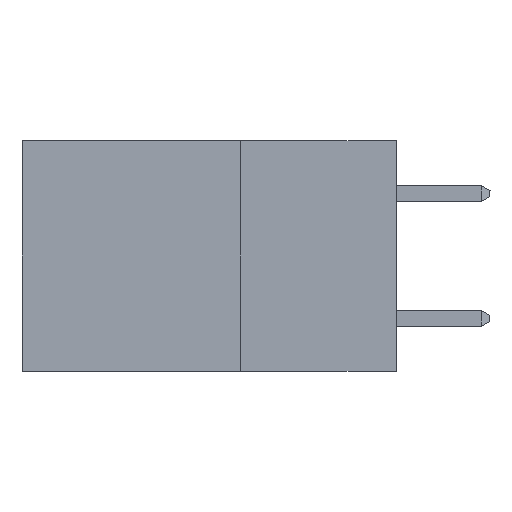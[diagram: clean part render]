
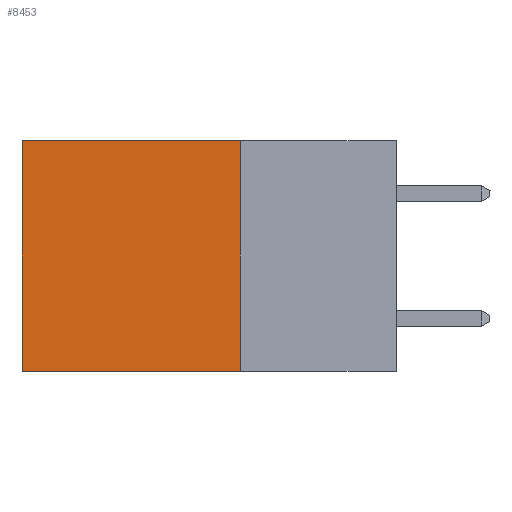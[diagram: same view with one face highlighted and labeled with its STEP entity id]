
A CAD part, left-side view. The second image highlights one B-rep face of the part: STEP entity #8453.
In plain terms, the highlighted planar face has unit normal (-1, 0, 0).
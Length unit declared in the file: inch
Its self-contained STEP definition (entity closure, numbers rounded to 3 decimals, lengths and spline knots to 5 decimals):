
#37 = ORIENTED_EDGE ( 'NONE', *, *, #3349, .T. ) ;
#315 = VECTOR ( 'NONE', #8061, 39.37008 ) ;
#887 = CARTESIAN_POINT ( 'NONE',  ( 0.298, 0.25, 0. ) ) ;
#1029 = VERTEX_POINT ( 'NONE', #8138 ) ;
#1602 = EDGE_CURVE ( 'NONE', #2683, #1029, #6974, .T. ) ;
#1790 = DIRECTION ( 'NONE',  ( 0., 0., -1. ) ) ;
#1883 = DIRECTION ( 'NONE',  ( 0., 1., 0. ) ) ;
#1988 = ORIENTED_EDGE ( 'NONE', *, *, #9826, .T. ) ;
#2023 = VECTOR ( 'NONE', #8645, 39.37008 ) ;
#2342 = CARTESIAN_POINT ( 'NONE',  ( 0.298, 0.25, 0. ) ) ;
#2683 = VERTEX_POINT ( 'NONE', #2342 ) ;
#3349 = EDGE_CURVE ( 'NONE', #10353, #4550, #7994, .T. ) ;
#3757 = ORIENTED_EDGE ( 'NONE', *, *, #9749, .F. ) ;
#4261 = CARTESIAN_POINT ( 'NONE',  ( 0.298, 0.6, 0. ) ) ;
#4550 = VERTEX_POINT ( 'NONE', #7932 ) ;
#5727 = VECTOR ( 'NONE', #8170, 39.37008 ) ;
#5893 = LINE ( 'NONE', #9641, #8147 ) ;
#6348 = CARTESIAN_POINT ( 'NONE',  ( 0.298, 0.25, 0. ) ) ;
#6974 = LINE ( 'NONE', #9799, #2023 ) ;
#7066 = DIRECTION ( 'NONE',  ( 1., 0., 0. ) ) ;
#7346 = LINE ( 'NONE', #6348, #315 ) ;
#7497 = FACE_OUTER_BOUND ( 'NONE', #8964, .T. ) ;
#7932 = CARTESIAN_POINT ( 'NONE',  ( 0.298, 0.6, -0.37 ) ) ;
#7994 = LINE ( 'NONE', #4261, #5727 ) ;
#8061 = DIRECTION ( 'NONE',  ( 0., 1., 0. ) ) ;
#8138 = CARTESIAN_POINT ( 'NONE',  ( 0.298, 0.25, -0.37 ) ) ;
#8147 = VECTOR ( 'NONE', #1883, 39.37008 ) ;
#8170 = DIRECTION ( 'NONE',  ( 0., 0., -1. ) ) ;
#8453 = ADVANCED_FACE ( 'NONE', ( #7497 ), #8720, .F. ) ;
#8645 = DIRECTION ( 'NONE',  ( 0., 0., -1. ) ) ;
#8720 = PLANE ( 'NONE',  #10380 ) ;
#8751 = CARTESIAN_POINT ( 'NONE',  ( 0.298, 0.6, 0. ) ) ;
#8964 = EDGE_LOOP ( 'NONE', ( #37, #3757, #9624, #1988 ) ) ;
#9624 = ORIENTED_EDGE ( 'NONE', *, *, #1602, .F. ) ;
#9641 = CARTESIAN_POINT ( 'NONE',  ( 0.298, 0.25, -0.37 ) ) ;
#9749 = EDGE_CURVE ( 'NONE', #1029, #4550, #5893, .T. ) ;
#9799 = CARTESIAN_POINT ( 'NONE',  ( 0.298, 0.25, 0. ) ) ;
#9826 = EDGE_CURVE ( 'NONE', #2683, #10353, #7346, .T. ) ;
#10353 = VERTEX_POINT ( 'NONE', #8751 ) ;
#10380 = AXIS2_PLACEMENT_3D ( 'NONE', #887, #7066, #1790 ) ;
